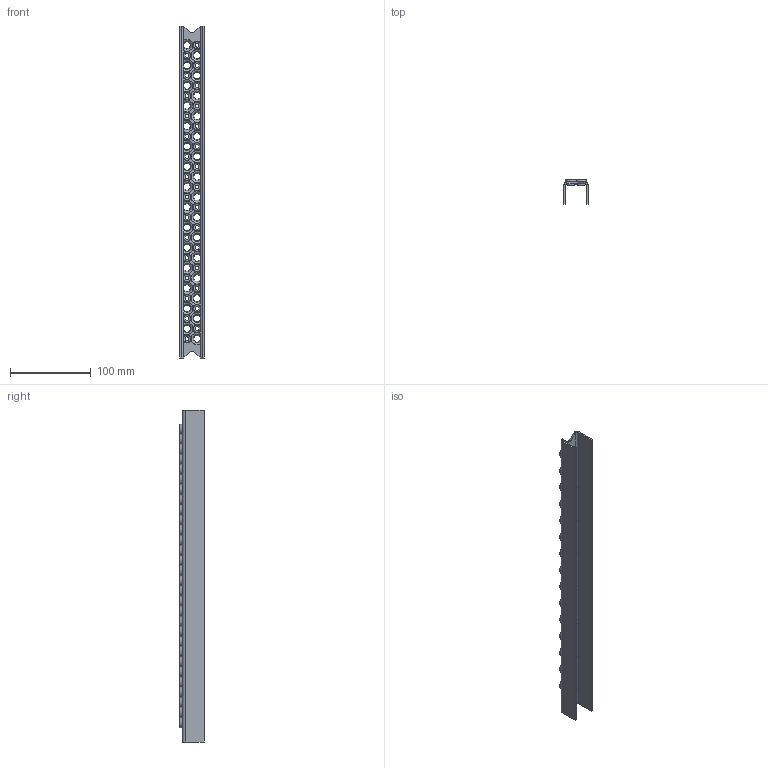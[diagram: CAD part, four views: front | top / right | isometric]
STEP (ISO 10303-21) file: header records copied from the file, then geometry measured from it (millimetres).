
FILE_DESCRIPTION (( 'STEP AP203' ), '1' );
FILE_NAME ('20510_STIGETRIN_30x30x410x2_M_UDHAK.STEP', '2012-12-17T13:39:48', ( 'JKJ' ), ( '' ), 'SwSTEP 2.0', 'SolidWorks 2011', '' );
FILE_SCHEMA (( 'CONFIG_CONTROL_DESIGN' ));
Length unit declared in the file: millimetre
Products named in the file (1): 20510_STIGETRIN_30x30x410x2_M_UDHAK
Bounding box: 30 x 30 x 410 mm (x, y, z)
Volume: 63525.8 mm3; surface area: 69708.7 mm2
Topology: 1 solids, 1 shells, 418 faces, 1206 edges, 670 vertices
Faces by surface type: cone 180, torus 120, cylinder 64, plane 54
Entity records: 13933 total; most frequent: CARTESIAN_POINT 4777, DIRECTION 1964, ORIENTED_EDGE 1632, AXIS2_PLACEMENT_3D 879, EDGE_CURVE 816, EDGE_LOOP 688, VERTEX_POINT 550, FACE_OUTER_BOUND 508
